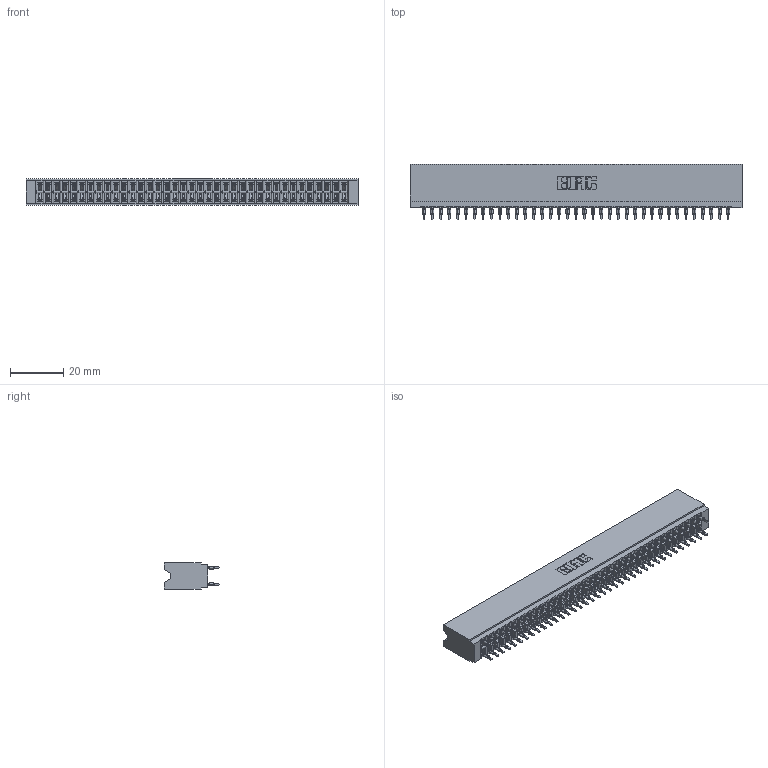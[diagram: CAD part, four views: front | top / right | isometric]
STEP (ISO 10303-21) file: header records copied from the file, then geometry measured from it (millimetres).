
FILE_DESCRIPTION (( 'STEP AP203' ), '1' );
FILE_NAME ('746-074-520-206.STEP', '2026-03-04T15:29:09', ( '' ), ( '' ), 'SwSTEP 2.0', 'SolidWorks 2023', '' );
FILE_SCHEMA (( 'CONFIG_CONTROL_DESIGN' ));
Length unit declared in the file: millimetre
Products named in the file (3): 746-292-001_520; 746 Part_.515 Slot Depth - 06; 746-074-520-206
Assembly tree (75 placements, depth 2):
  746-074-520-206
    746 Part_.515 Slot Depth - 06
    746-292-001_520  x74
Bounding box: 124.71 x 20.82 x 9.91 mm (x, y, z)
Volume: 13313.4 mm3; surface area: 20957.6 mm2
Topology: 75 solids, 75 shells, 6721 faces, 18469 edges, 11756 vertices
Faces by surface type: plane 3460, bspline 1480, cylinder 1337, torus 444
Entity records: 57819 total; most frequent: CARTESIAN_POINT 11538, ORIENTED_EDGE 9928, DIRECTION 8298, EDGE_CURVE 4964, VECTOR 4410, LINE 4410, VERTEX_POINT 3288, AXIS2_PLACEMENT_3D 1944
